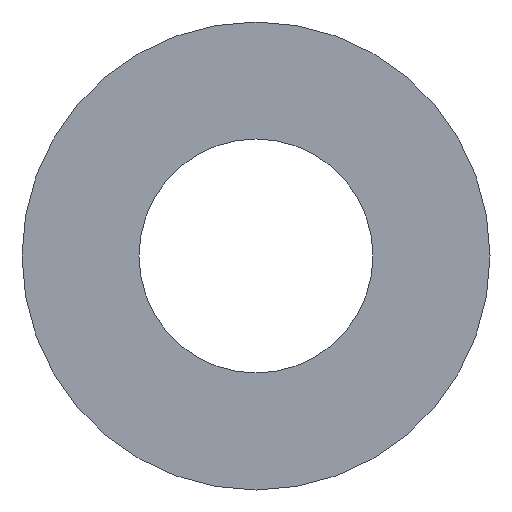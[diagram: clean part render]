
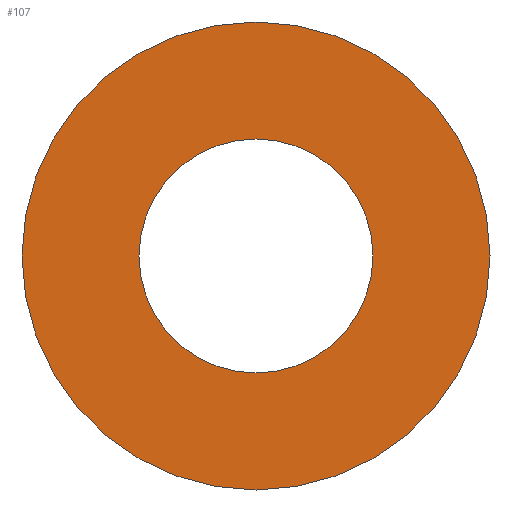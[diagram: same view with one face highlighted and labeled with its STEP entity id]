
A CAD part, front view. The second image highlights one B-rep face of the part: STEP entity #107.
In plain terms, the highlighted planar face has unit normal (0, -1, 0).
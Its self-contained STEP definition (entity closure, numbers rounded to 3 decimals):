
#5 = EDGE_LOOP ( 'NONE', ( #59 ) ) ;
#8 = CIRCLE ( 'NONE', #91, 5.5 ) ;
#12 = EDGE_CURVE ( 'NONE', #39, #39, #8, .T. ) ;
#19 = DIRECTION ( 'NONE',  ( 0., 1., 0. ) ) ;
#24 = DIRECTION ( 'NONE',  ( 0., 0., 1. ) ) ;
#28 = CARTESIAN_POINT ( 'NONE',  ( 0., -40., 0. ) ) ;
#29 = CARTESIAN_POINT ( 'NONE',  ( 0., -40., 11. ) ) ;
#30 = EDGE_CURVE ( 'NONE', #58, #58, #36, .T. ) ;
#36 = CIRCLE ( 'NONE', #52, 11. ) ;
#38 = EDGE_LOOP ( 'NONE', ( #79 ) ) ;
#39 = VERTEX_POINT ( 'NONE', #74 ) ;
#45 = DIRECTION ( 'NONE',  ( 0., 1., 0. ) ) ;
#48 = DIRECTION ( 'NONE',  ( 0., 0., 1. ) ) ;
#52 = AXIS2_PLACEMENT_3D ( 'NONE', #99, #45, #48 ) ;
#58 = VERTEX_POINT ( 'NONE', #29 ) ;
#59 = ORIENTED_EDGE ( 'NONE', *, *, #30, .F. ) ;
#60 = FACE_OUTER_BOUND ( 'NONE', #5, .T. ) ;
#61 = DIRECTION ( 'NONE',  ( 0., 1., 0. ) ) ;
#62 = DIRECTION ( 'NONE',  ( 0., 0., 1. ) ) ;
#69 = FACE_BOUND ( 'NONE', #38, .T. ) ;
#74 = CARTESIAN_POINT ( 'NONE',  ( 0., -40., 5.5 ) ) ;
#79 = ORIENTED_EDGE ( 'NONE', *, *, #12, .T. ) ;
#80 = CARTESIAN_POINT ( 'NONE',  ( 0., -40., 0. ) ) ;
#91 = AXIS2_PLACEMENT_3D ( 'NONE', #28, #61, #24 ) ;
#99 = CARTESIAN_POINT ( 'NONE',  ( 0., -40., 0. ) ) ;
#100 = PLANE ( 'NONE',  #118 ) ;
#107 = ADVANCED_FACE ( 'NONE', ( #60, #69 ), #100, .F. ) ;
#118 = AXIS2_PLACEMENT_3D ( 'NONE', #80, #19, #62 ) ;
